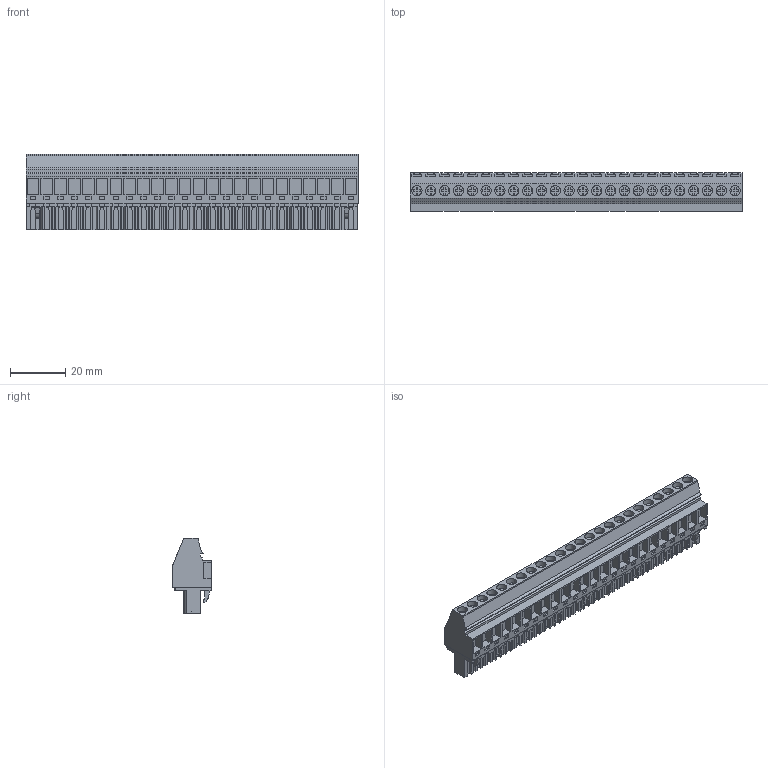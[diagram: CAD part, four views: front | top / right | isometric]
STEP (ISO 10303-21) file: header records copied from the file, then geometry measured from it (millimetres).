
FILE_DESCRIPTION(('CATIA V5 STEP Exchange','CAx-IF Rec.Pracs.--- Model Styling and Organization---1.2---2011-12-15'),'2;1');
FILE_NAME ('D1460439_0_1958660000_1958660000.stp','2017-09-20T15:18:46+00:00',('none'),('Weidmueller'),'CATIA Version 5-6 Release 2014','CATIA V5 STEP AP214','none');
FILE_SCHEMA(('AUTOMOTIVE_DESIGN { 1 0 10303 214 1 1 1 1 }'));
Length unit declared in the file: millimetre
Products named in the file (1): 1958660000
Bounding box: 120 x 14.05 x 27.2 mm (x, y, z)
Volume: 27328.7 mm3; surface area: 15529.9 mm2
Topology: 25 solids, 25 shells, 1510 faces, 4159 edges, 2796 vertices
Faces by surface type: plane 1286, cylinder 214, extrusion 10
Entity records: 43769 total; most frequent: ORIENTED_EDGE 8318, CARTESIAN_POINT 7971, DIRECTION 5759, EDGE_CURVE 4159, VECTOR 3617, LINE 3607, VERTEX_POINT 2796, EDGE_LOOP 1607
